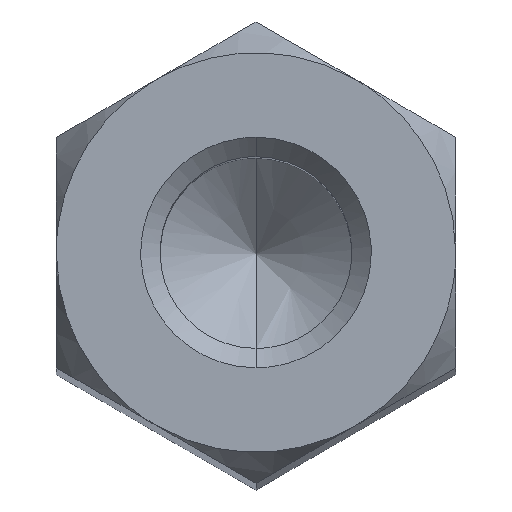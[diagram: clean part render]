
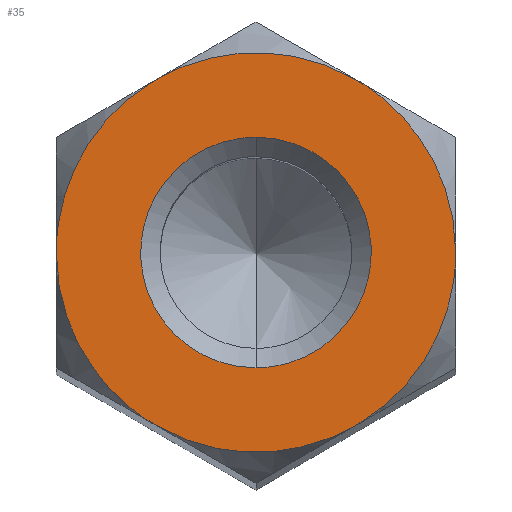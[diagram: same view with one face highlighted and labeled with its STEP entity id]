
A CAD part, top view. The second image highlights one B-rep face of the part: STEP entity #35.
In plain terms, the highlighted planar face has unit normal (0, 0, 1).
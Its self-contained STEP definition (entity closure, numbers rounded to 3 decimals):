
#24=FACE_BOUND('',#100,.T.);
#35=ADVANCED_FACE('',(#67,#24),#456,.T.);
#67=FACE_OUTER_BOUND('',#99,.T.);
#99=EDGE_LOOP('',(#171,#172,#173,#174,#175,#176));
#100=EDGE_LOOP('',(#177,#178));
#171=ORIENTED_EDGE('',*,*,#290,.T.);
#172=ORIENTED_EDGE('',*,*,#292,.T.);
#173=ORIENTED_EDGE('',*,*,#285,.T.);
#174=ORIENTED_EDGE('',*,*,#287,.T.);
#175=ORIENTED_EDGE('',*,*,#294,.T.);
#176=ORIENTED_EDGE('',*,*,#289,.T.);
#177=ORIENTED_EDGE('',*,*,#281,.T.);
#178=ORIENTED_EDGE('',*,*,#316,.T.);
#281=EDGE_CURVE('',#416,#423,#326,.T.);
#285=EDGE_CURVE('',#403,#400,#327,.T.);
#287=EDGE_CURVE('',#400,#411,#328,.T.);
#289=EDGE_CURVE('',#409,#407,#329,.T.);
#290=EDGE_CURVE('',#407,#405,#330,.T.);
#292=EDGE_CURVE('',#405,#403,#331,.T.);
#294=EDGE_CURVE('',#411,#409,#332,.T.);
#316=EDGE_CURVE('',#423,#416,#346,.T.);
#326=(
BOUNDED_CURVE()
B_SPLINE_CURVE(2,(#1083,#1084,#1085,#1086,#1087),.UNSPECIFIED.,.F.,.F.)
B_SPLINE_CURVE_WITH_KNOTS((3,2,3),(-9.069,-6.802,-4.534),
 .UNSPECIFIED.)
CURVE()
GEOMETRIC_REPRESENTATION_ITEM()
RATIONAL_B_SPLINE_CURVE((1.,0.707,1.,0.707,1.))
REPRESENTATION_ITEM('')
);
#327=(
BOUNDED_CURVE()
B_SPLINE_CURVE(2,(#1101,#1102,#1103),.UNSPECIFIED.,.F.,.F.)
B_SPLINE_CURVE_WITH_KNOTS((3,3),(5.266,7.854),
 .UNSPECIFIED.)
CURVE()
GEOMETRIC_REPRESENTATION_ITEM()
RATIONAL_B_SPLINE_CURVE((1.,0.866,1.))
REPRESENTATION_ITEM('')
);
#328=(
BOUNDED_CURVE()
B_SPLINE_CURVE(2,(#1111,#1112,#1113),.UNSPECIFIED.,.F.,.F.)
B_SPLINE_CURVE_WITH_KNOTS((3,3),(7.854,10.442),
 .UNSPECIFIED.)
CURVE()
GEOMETRIC_REPRESENTATION_ITEM()
RATIONAL_B_SPLINE_CURVE((1.,0.866,1.))
REPRESENTATION_ITEM('')
);
#329=(
BOUNDED_CURVE()
B_SPLINE_CURVE(2,(#1121,#1122,#1123),.UNSPECIFIED.,.F.,.F.)
B_SPLINE_CURVE_WITH_KNOTS((3,3),(13.12,15.708),
 .UNSPECIFIED.)
CURVE()
GEOMETRIC_REPRESENTATION_ITEM()
RATIONAL_B_SPLINE_CURVE((1.,0.866,1.))
REPRESENTATION_ITEM('')
);
#330=(
BOUNDED_CURVE()
B_SPLINE_CURVE(2,(#1124,#1125,#1126),.UNSPECIFIED.,.F.,.F.)
B_SPLINE_CURVE_WITH_KNOTS((3,3),(0.,2.588),.UNSPECIFIED.)
CURVE()
GEOMETRIC_REPRESENTATION_ITEM()
RATIONAL_B_SPLINE_CURVE((1.,0.866,1.))
REPRESENTATION_ITEM('')
);
#331=(
BOUNDED_CURVE()
B_SPLINE_CURVE(2,(#1131,#1132,#1133,#1134,#1135),.UNSPECIFIED.,.F.,.F.)
B_SPLINE_CURVE_WITH_KNOTS((3,2,3),(2.588,3.927,5.266),
 .UNSPECIFIED.)
CURVE()
GEOMETRIC_REPRESENTATION_ITEM()
RATIONAL_B_SPLINE_CURVE((1.,0.966,1.,0.966,1.))
REPRESENTATION_ITEM('')
);
#332=(
BOUNDED_CURVE()
B_SPLINE_CURVE(2,(#1140,#1141,#1142,#1143,#1144),.UNSPECIFIED.,.F.,.F.)
B_SPLINE_CURVE_WITH_KNOTS((3,2,3),(10.442,11.781,13.12),
 .UNSPECIFIED.)
CURVE()
GEOMETRIC_REPRESENTATION_ITEM()
RATIONAL_B_SPLINE_CURVE((1.,0.966,1.,0.966,1.))
REPRESENTATION_ITEM('')
);
#346=(
BOUNDED_CURVE()
B_SPLINE_CURVE(2,(#1229,#1230,#1231,#1232,#1233),.UNSPECIFIED.,.F.,.F.)
B_SPLINE_CURVE_WITH_KNOTS((3,2,3),(-4.534,-2.267,0.),
 .UNSPECIFIED.)
CURVE()
GEOMETRIC_REPRESENTATION_ITEM()
RATIONAL_B_SPLINE_CURVE((1.,0.707,1.,0.707,1.))
REPRESENTATION_ITEM('')
);
#400=VERTEX_POINT('',#952);
#403=VERTEX_POINT('',#955);
#405=VERTEX_POINT('',#957);
#407=VERTEX_POINT('',#959);
#409=VERTEX_POINT('',#961);
#411=VERTEX_POINT('',#963);
#416=VERTEX_POINT('',#968);
#423=VERTEX_POINT('',#975);
#456=PLANE('',#484);
#484=AXIS2_PLACEMENT_3D('',#560,#495,$);
#495=DIRECTION('',(0.,0.,1.));
#560=CARTESIAN_POINT('',(197.45,-2.55,0.));
#952=CARTESIAN_POINT('',(197.5,0.,0.));
#955=CARTESIAN_POINT('',(198.75,2.165,0.));
#957=CARTESIAN_POINT('',(201.25,2.165,0.));
#959=CARTESIAN_POINT('',(202.5,0.,0.));
#961=CARTESIAN_POINT('',(201.25,-2.165,0.));
#963=CARTESIAN_POINT('',(198.75,-2.165,0.));
#968=CARTESIAN_POINT('',(200.,-1.443,0.));
#975=CARTESIAN_POINT('',(200.,1.443,0.));
#1083=CARTESIAN_POINT('',(200.,-1.443,0.));
#1084=CARTESIAN_POINT('',(198.557,-1.443,0.));
#1085=CARTESIAN_POINT('',(198.557,0.,0.));
#1086=CARTESIAN_POINT('',(198.557,1.443,0.));
#1087=CARTESIAN_POINT('',(200.,1.443,0.));
#1101=CARTESIAN_POINT('',(198.75,2.165,0.));
#1102=CARTESIAN_POINT('',(197.5,1.443,0.));
#1103=CARTESIAN_POINT('',(197.5,0.,0.));
#1111=CARTESIAN_POINT('',(197.5,0.,0.));
#1112=CARTESIAN_POINT('',(197.5,-1.443,0.));
#1113=CARTESIAN_POINT('',(198.75,-2.165,0.));
#1121=CARTESIAN_POINT('',(201.25,-2.165,0.));
#1122=CARTESIAN_POINT('',(202.5,-1.443,0.));
#1123=CARTESIAN_POINT('',(202.5,0.,0.));
#1124=CARTESIAN_POINT('',(202.5,0.,0.));
#1125=CARTESIAN_POINT('',(202.5,1.443,0.));
#1126=CARTESIAN_POINT('',(201.25,2.165,0.));
#1131=CARTESIAN_POINT('',(201.25,2.165,0.));
#1132=CARTESIAN_POINT('',(200.67,2.5,0.));
#1133=CARTESIAN_POINT('',(200.,2.5,0.));
#1134=CARTESIAN_POINT('',(199.33,2.5,0.));
#1135=CARTESIAN_POINT('',(198.75,2.165,0.));
#1140=CARTESIAN_POINT('',(198.75,-2.165,0.));
#1141=CARTESIAN_POINT('',(199.33,-2.5,0.));
#1142=CARTESIAN_POINT('',(200.,-2.5,0.));
#1143=CARTESIAN_POINT('',(200.67,-2.5,0.));
#1144=CARTESIAN_POINT('',(201.25,-2.165,0.));
#1229=CARTESIAN_POINT('',(200.,1.443,0.));
#1230=CARTESIAN_POINT('',(201.443,1.443,0.));
#1231=CARTESIAN_POINT('',(201.443,0.,0.));
#1232=CARTESIAN_POINT('',(201.443,-1.443,0.));
#1233=CARTESIAN_POINT('',(200.,-1.443,0.));
